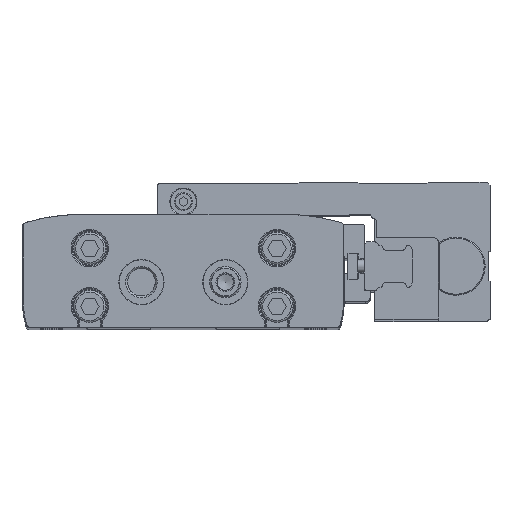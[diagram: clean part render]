
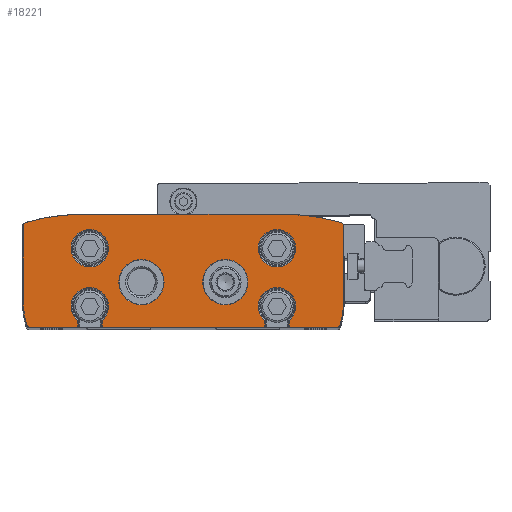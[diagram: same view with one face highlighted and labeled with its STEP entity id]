
A CAD part, top view. The second image highlights one B-rep face of the part: STEP entity #18221.
In plain terms, the highlighted planar face has unit normal (0, 0, 1).
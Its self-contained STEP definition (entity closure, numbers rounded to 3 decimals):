
#769=LINE('',#27532,#2362);
#773=LINE('',#27540,#2366);
#777=LINE('',#27556,#2370);
#839=LINE('',#27776,#2432);
#846=LINE('',#27794,#2439);
#847=LINE('',#27802,#2440);
#854=LINE('',#27820,#2447);
#855=LINE('',#27828,#2448);
#856=LINE('',#27834,#2449);
#857=LINE('',#27840,#2450);
#2362=VECTOR('',#21736,1000.);
#2366=VECTOR('',#21740,1000.);
#2370=VECTOR('',#21752,1000.);
#2432=VECTOR('',#21912,1000.);
#2439=VECTOR('',#21925,1000.);
#2440=VECTOR('',#21928,1000.);
#2447=VECTOR('',#21941,1000.);
#2448=VECTOR('',#21952,1000.);
#2449=VECTOR('',#21957,1000.);
#2450=VECTOR('',#21962,1000.);
#4138=ORIENTED_EDGE('',*,*,#9253,.F.);
#4139=ORIENTED_EDGE('',*,*,#9242,.T.);
#4140=ORIENTED_EDGE('',*,*,#9134,.T.);
#4141=ORIENTED_EDGE('',*,*,#9244,.F.);
#4142=ORIENTED_EDGE('',*,*,#9254,.F.);
#4143=ORIENTED_EDGE('',*,*,#9252,.T.);
#4144=ORIENTED_EDGE('',*,*,#9126,.T.);
#4145=ORIENTED_EDGE('',*,*,#9255,.T.);
#4146=ORIENTED_EDGE('',*,*,#9256,.T.);
#4147=ORIENTED_EDGE('',*,*,#9257,.T.);
#4148=ORIENTED_EDGE('',*,*,#9258,.T.);
#4149=ORIENTED_EDGE('',*,*,#9259,.T.);
#4150=ORIENTED_EDGE('',*,*,#9260,.T.);
#4151=ORIENTED_EDGE('',*,*,#9261,.T.);
#4152=ORIENTED_EDGE('',*,*,#9262,.T.);
#4153=ORIENTED_EDGE('',*,*,#9263,.T.);
#4154=ORIENTED_EDGE('',*,*,#9264,.T.);
#4155=ORIENTED_EDGE('',*,*,#9265,.T.);
#4156=ORIENTED_EDGE('',*,*,#9122,.T.);
#4157=ORIENTED_EDGE('',*,*,#9234,.F.);
#4158=ORIENTED_EDGE('',*,*,#9266,.F.);
#4159=ORIENTED_EDGE('',*,*,#9267,.F.);
#4160=ORIENTED_EDGE('',*,*,#9268,.F.);
#4161=ORIENTED_EDGE('',*,*,#9269,.F.);
#9122=EDGE_CURVE('',#11696,#11695,#769,.T.);
#9126=EDGE_CURVE('',#11700,#11699,#773,.T.);
#9134=EDGE_CURVE('',#11708,#11707,#777,.T.);
#9234=EDGE_CURVE('',#11795,#11695,#839,.T.);
#9242=EDGE_CURVE('',#11800,#11708,#846,.T.);
#9244=EDGE_CURVE('',#11801,#11707,#847,.T.);
#9252=EDGE_CURVE('',#11806,#11700,#854,.T.);
#9253=EDGE_CURVE('',#11800,#11795,#13552,.T.);
#9254=EDGE_CURVE('',#11806,#11801,#13553,.T.);
#9255=EDGE_CURVE('',#11699,#11807,#13554,.T.);
#9256=EDGE_CURVE('',#11807,#11808,#13555,.T.);
#9257=EDGE_CURVE('',#11808,#11809,#855,.T.);
#9258=EDGE_CURVE('',#11809,#11810,#13556,.T.);
#9259=EDGE_CURVE('',#11810,#11811,#13557,.T.);
#9260=EDGE_CURVE('',#11811,#11812,#856,.T.);
#9261=EDGE_CURVE('',#11812,#11813,#13558,.T.);
#9262=EDGE_CURVE('',#11813,#11814,#13559,.T.);
#9263=EDGE_CURVE('',#11814,#11815,#857,.T.);
#9264=EDGE_CURVE('',#11815,#11816,#13560,.T.);
#9265=EDGE_CURVE('',#11816,#11696,#13561,.T.);
#9266=EDGE_CURVE('',#11817,#11817,#13562,.T.);
#9267=EDGE_CURVE('',#11818,#11818,#13563,.T.);
#9268=EDGE_CURVE('',#11819,#11819,#13564,.T.);
#9269=EDGE_CURVE('',#11820,#11820,#13565,.T.);
#11695=VERTEX_POINT('',#27531);
#11696=VERTEX_POINT('',#27533);
#11699=VERTEX_POINT('',#27539);
#11700=VERTEX_POINT('',#27541);
#11707=VERTEX_POINT('',#27555);
#11708=VERTEX_POINT('',#27557);
#11795=VERTEX_POINT('',#27774);
#11800=VERTEX_POINT('',#27793);
#11801=VERTEX_POINT('',#27800);
#11806=VERTEX_POINT('',#27819);
#11807=VERTEX_POINT('',#27825);
#11808=VERTEX_POINT('',#27827);
#11809=VERTEX_POINT('',#27829);
#11810=VERTEX_POINT('',#27831);
#11811=VERTEX_POINT('',#27833);
#11812=VERTEX_POINT('',#27835);
#11813=VERTEX_POINT('',#27837);
#11814=VERTEX_POINT('',#27839);
#11815=VERTEX_POINT('',#27841);
#11816=VERTEX_POINT('',#27843);
#11817=VERTEX_POINT('',#27846);
#11818=VERTEX_POINT('',#27848);
#11819=VERTEX_POINT('',#27850);
#11820=VERTEX_POINT('',#27852);
#13552=CIRCLE('',#19660,5.8);
#13553=CIRCLE('',#19661,5.8);
#13554=CIRCLE('',#19662,1.);
#13555=CIRCLE('',#19663,25.);
#13556=CIRCLE('',#19664,1.);
#13557=CIRCLE('',#19665,60.);
#13558=CIRCLE('',#19666,60.);
#13559=CIRCLE('',#19667,1.);
#13560=CIRCLE('',#19668,25.);
#13561=CIRCLE('',#19669,1.);
#13562=CIRCLE('',#19670,5.8);
#13563=CIRCLE('',#19671,5.8);
#13564=CIRCLE('',#19672,7.);
#13565=CIRCLE('',#19673,7.);
#14437=EDGE_LOOP('',(#4138,#4139,#4140,#4141,#4142,#4143,#4144,#4145,#4146,
#4147,#4148,#4149,#4150,#4151,#4152,#4153,#4154,#4155,#4156,#4157));
#14438=EDGE_LOOP('',(#4158));
#14439=EDGE_LOOP('',(#4159));
#14440=EDGE_LOOP('',(#4160));
#14441=EDGE_LOOP('',(#4161));
#16036=FACE_BOUND('',#14437,.T.);
#16037=FACE_BOUND('',#14438,.T.);
#16038=FACE_BOUND('',#14439,.T.);
#16039=FACE_BOUND('',#14440,.T.);
#16040=FACE_BOUND('',#14441,.T.);
#17628=PLANE('',#19659);
#18221=ADVANCED_FACE('',(#16036,#16037,#16038,#16039,#16040),#17628,.T.);
#19659=AXIS2_PLACEMENT_3D('',#27821,#21942,#21943);
#19660=AXIS2_PLACEMENT_3D('',#27822,#21944,#21945);
#19661=AXIS2_PLACEMENT_3D('',#27823,#21946,#21947);
#19662=AXIS2_PLACEMENT_3D('',#27824,#21948,#21949);
#19663=AXIS2_PLACEMENT_3D('',#27826,#21950,#21951);
#19664=AXIS2_PLACEMENT_3D('',#27830,#21953,#21954);
#19665=AXIS2_PLACEMENT_3D('',#27832,#21955,#21956);
#19666=AXIS2_PLACEMENT_3D('',#27836,#21958,#21959);
#19667=AXIS2_PLACEMENT_3D('',#27838,#21960,#21961);
#19668=AXIS2_PLACEMENT_3D('',#27842,#21963,#21964);
#19669=AXIS2_PLACEMENT_3D('',#27844,#21965,#21966);
#19670=AXIS2_PLACEMENT_3D('',#27845,#21967,#21968);
#19671=AXIS2_PLACEMENT_3D('',#27847,#21969,#21970);
#19672=AXIS2_PLACEMENT_3D('',#27849,#21971,#21972);
#19673=AXIS2_PLACEMENT_3D('',#27851,#21973,#21974);
#21736=DIRECTION('',(1.,0.,0.));
#21740=DIRECTION('',(1.,0.,0.));
#21752=DIRECTION('',(1.,0.,0.));
#21912=DIRECTION('',(0.,-1.,0.));
#21925=DIRECTION('',(0.,-1.,0.));
#21928=DIRECTION('',(0.,-1.,0.));
#21941=DIRECTION('',(0.,-1.,0.));
#21942=DIRECTION('',(0.,0.,1.));
#21943=DIRECTION('',(1.,0.,0.));
#21944=DIRECTION('',(0.,0.,1.));
#21945=DIRECTION('',(1.,0.,0.));
#21946=DIRECTION('',(0.,0.,1.));
#21947=DIRECTION('',(1.,0.,0.));
#21948=DIRECTION('',(0.,0.,1.));
#21949=DIRECTION('',(1.,0.,0.));
#21950=DIRECTION('',(0.,0.,1.));
#21951=DIRECTION('',(1.,0.,0.));
#21952=DIRECTION('',(0.,1.,0.));
#21953=DIRECTION('',(0.,0.,1.));
#21954=DIRECTION('',(1.,0.,0.));
#21955=DIRECTION('',(0.,0.,1.));
#21956=DIRECTION('',(1.,0.,0.));
#21957=DIRECTION('',(-1.,0.,0.));
#21958=DIRECTION('',(0.,0.,1.));
#21959=DIRECTION('',(1.,0.,0.));
#21960=DIRECTION('',(0.,0.,1.));
#21961=DIRECTION('',(1.,0.,0.));
#21962=DIRECTION('',(0.,-1.,0.));
#21963=DIRECTION('',(0.,0.,1.));
#21964=DIRECTION('',(1.,0.,0.));
#21965=DIRECTION('',(0.,0.,1.));
#21966=DIRECTION('',(1.,0.,0.));
#21967=DIRECTION('',(0.,0.,1.));
#21968=DIRECTION('',(1.,0.,0.));
#21969=DIRECTION('',(0.,0.,1.));
#21970=DIRECTION('',(1.,0.,0.));
#21971=DIRECTION('',(0.,0.,1.));
#21972=DIRECTION('',(1.,0.,0.));
#21973=DIRECTION('',(0.,0.,1.));
#21974=DIRECTION('',(1.,0.,0.));
#27531=CARTESIAN_POINT('',(-32.8,0.,215.));
#27532=CARTESIAN_POINT('',(-47.556,0.,215.));
#27533=CARTESIAN_POINT('',(-47.556,0.,215.));
#27539=CARTESIAN_POINT('',(47.556,0.,215.));
#27540=CARTESIAN_POINT('',(-47.556,0.,215.));
#27541=CARTESIAN_POINT('',(32.8,0.,215.));
#27555=CARTESIAN_POINT('',(25.2,0.,215.));
#27556=CARTESIAN_POINT('',(-47.556,0.,215.));
#27557=CARTESIAN_POINT('',(-25.2,0.,215.));
#27774=CARTESIAN_POINT('',(-32.8,2.118,215.));
#27776=CARTESIAN_POINT('',(-32.8,6.5,215.));
#27793=CARTESIAN_POINT('',(-25.2,2.118,215.));
#27794=CARTESIAN_POINT('',(-25.2,6.5,215.));
#27800=CARTESIAN_POINT('',(25.2,2.118,215.));
#27802=CARTESIAN_POINT('',(25.2,6.5,215.));
#27819=CARTESIAN_POINT('',(32.8,2.118,215.));
#27820=CARTESIAN_POINT('',(32.8,6.5,215.));
#27821=CARTESIAN_POINT('',(-24.6,8.,215.));
#27822=CARTESIAN_POINT('',(-29.,6.5,215.));
#27823=CARTESIAN_POINT('',(29.,6.5,215.));
#27824=CARTESIAN_POINT('',(47.556,1.,215.));
#27825=CARTESIAN_POINT('',(48.513,0.708,215.));
#27826=CARTESIAN_POINT('',(24.6,8.,215.));
#27827=CARTESIAN_POINT('',(49.6,8.,215.));
#27828=CARTESIAN_POINT('',(49.6,8.,215.));
#27829=CARTESIAN_POINT('',(49.6,31.498,215.));
#27830=CARTESIAN_POINT('',(48.6,31.498,215.));
#27831=CARTESIAN_POINT('',(48.888,32.455,215.));
#27832=CARTESIAN_POINT('',(31.6,-25.,215.));
#27833=CARTESIAN_POINT('',(31.6,35.,215.));
#27834=CARTESIAN_POINT('',(31.6,35.,215.));
#27835=CARTESIAN_POINT('',(-31.6,35.,215.));
#27836=CARTESIAN_POINT('',(-31.6,-25.,215.));
#27837=CARTESIAN_POINT('',(-48.888,32.455,215.));
#27838=CARTESIAN_POINT('',(-48.6,31.498,215.));
#27839=CARTESIAN_POINT('',(-49.6,31.498,215.));
#27840=CARTESIAN_POINT('',(-49.6,31.498,215.));
#27841=CARTESIAN_POINT('',(-49.6,8.,215.));
#27842=CARTESIAN_POINT('',(-24.6,8.,215.));
#27843=CARTESIAN_POINT('',(-48.513,0.708,215.));
#27844=CARTESIAN_POINT('',(-47.556,1.,215.));
#27845=CARTESIAN_POINT('',(-29.,24.5,215.));
#27846=CARTESIAN_POINT('',(-23.2,24.5,215.));
#27847=CARTESIAN_POINT('',(29.,24.5,215.));
#27848=CARTESIAN_POINT('',(34.8,24.5,215.));
#27849=CARTESIAN_POINT('',(-13.,14.,215.));
#27850=CARTESIAN_POINT('',(-6.,14.,215.));
#27851=CARTESIAN_POINT('',(13.,14.,215.));
#27852=CARTESIAN_POINT('',(20.,14.,215.));
